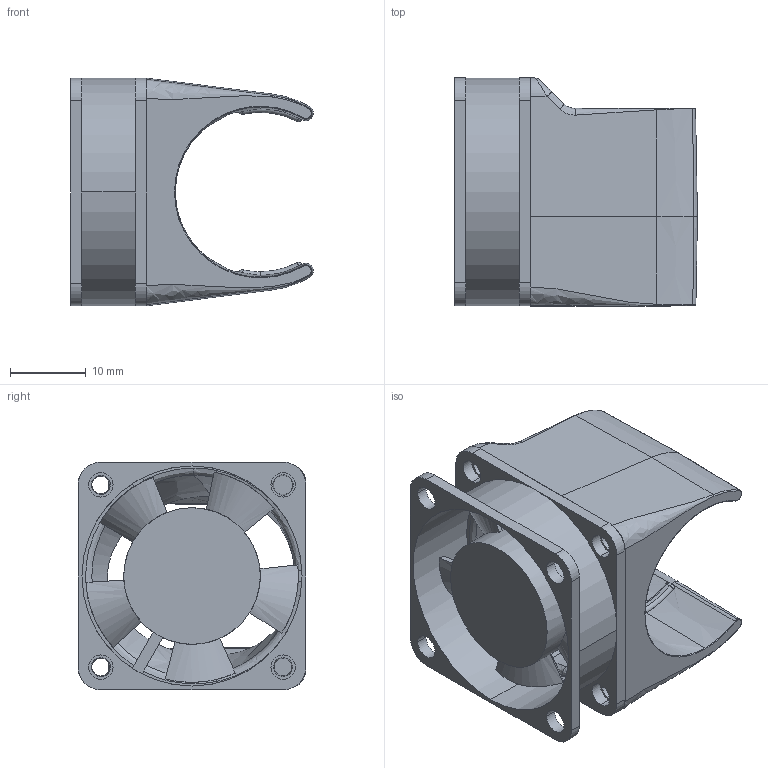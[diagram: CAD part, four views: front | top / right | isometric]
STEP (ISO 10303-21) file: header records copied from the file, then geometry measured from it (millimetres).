
FILE_DESCRIPTION (( 'STEP AP214' ), '1' );
FILE_NAME ('fanduct.step', '2019-11-11T12:50:20', ( '' ), ( '' ), 'SwSTEP 2.0', 'SolidWorks 2019', '' );
FILE_SCHEMA (( 'AUTOMOTIVE_DESIGN' ));
Length unit declared in the file: millimetre
Products named in the file (5): fanduct; fan sub2; fan; fan sub1; fan duct
Assembly tree (4 placements, depth 3):
  fanduct
    fan duct
    fan
      fan sub1
      fan sub2
Bounding box: 32 x 30 x 30 mm (x, y, z)
Volume: 7560.5 mm3; surface area: 8449.5 mm2
Topology: 3 solids, 3 shells, 193 faces, 516 edges, 322 vertices
Faces by surface type: cylinder 63, plane 59, bspline 33, cone 24, sphere 8, torus 6
Entity records: 8687 total; most frequent: CARTESIAN_POINT 4050, ORIENTED_EDGE 1016, DIRECTION 822, EDGE_CURVE 508, VERTEX_POINT 322, AXIS2_PLACEMENT_3D 312, EDGE_LOOP 222, LINE 198
